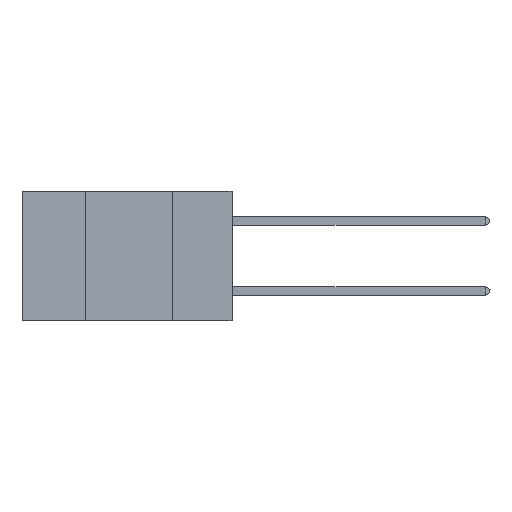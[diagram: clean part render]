
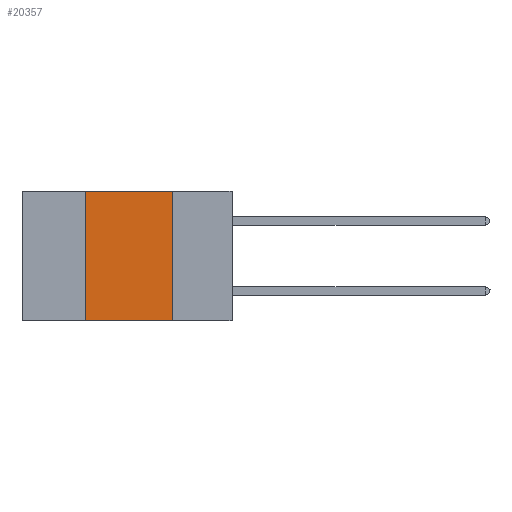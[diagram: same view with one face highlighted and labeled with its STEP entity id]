
A CAD part, left-side view. The second image highlights one B-rep face of the part: STEP entity #20357.
In plain terms, the highlighted planar face has unit normal (-1, 0, 0).
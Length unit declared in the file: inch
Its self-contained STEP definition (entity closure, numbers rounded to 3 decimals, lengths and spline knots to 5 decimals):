
#316 = LINE ( 'NONE', #23050, #26295 ) ;
#1267 = EDGE_CURVE ( 'NONE', #4194, #7754, #13443, .T. ) ;
#1959 = ORIENTED_EDGE ( 'NONE', *, *, #8573, .T. ) ;
#2185 = AXIS2_PLACEMENT_3D ( 'NONE', #7994, #26888, #16181 ) ;
#3790 = DIRECTION ( 'NONE',  ( 0., 0., -1. ) ) ;
#4194 = VERTEX_POINT ( 'NONE', #17207 ) ;
#4882 = FACE_OUTER_BOUND ( 'NONE', #12157, .T. ) ;
#5809 = VERTEX_POINT ( 'NONE', #21929 ) ;
#6174 = ORIENTED_EDGE ( 'NONE', *, *, #9115, .F. ) ;
#7096 = CARTESIAN_POINT ( 'NONE',  ( 0., 0.42, 0. ) ) ;
#7642 = DIRECTION ( 'NONE',  ( 0., -1., 0. ) ) ;
#7754 = VERTEX_POINT ( 'NONE', #8312 ) ;
#7994 = CARTESIAN_POINT ( 'NONE',  ( 0., 0.6, 0. ) ) ;
#8312 = CARTESIAN_POINT ( 'NONE',  ( 0., 0.17, 0. ) ) ;
#8573 = EDGE_CURVE ( 'NONE', #5809, #10973, #316, .T. ) ;
#9115 = EDGE_CURVE ( 'NONE', #7754, #10973, #16686, .T. ) ;
#9239 = DIRECTION ( 'NONE',  ( 0., 0., 1. ) ) ;
#9489 = EDGE_CURVE ( 'NONE', #5809, #4194, #14036, .T. ) ;
#10040 = ORIENTED_EDGE ( 'NONE', *, *, #1267, .F. ) ;
#10508 = CARTESIAN_POINT ( 'NONE',  ( 0., 0.17, -0.37 ) ) ;
#10973 = VERTEX_POINT ( 'NONE', #10508 ) ;
#12055 = CARTESIAN_POINT ( 'NONE',  ( 0., 0.17, 0. ) ) ;
#12157 = EDGE_LOOP ( 'NONE', ( #6174, #10040, #21346, #1959 ) ) ;
#13408 = VECTOR ( 'NONE', #3790, 39.37008 ) ;
#13443 = LINE ( 'NONE', #20152, #26640 ) ;
#14036 = LINE ( 'NONE', #7096, #16665 ) ;
#16181 = DIRECTION ( 'NONE',  ( 0., 0., -1. ) ) ;
#16665 = VECTOR ( 'NONE', #9239, 39.37008 ) ;
#16686 = LINE ( 'NONE', #12055, #13408 ) ;
#17207 = CARTESIAN_POINT ( 'NONE',  ( 0., 0.42, 0. ) ) ;
#18647 = DIRECTION ( 'NONE',  ( 0., -1., 0. ) ) ;
#20152 = CARTESIAN_POINT ( 'NONE',  ( 0., 0.6, 0. ) ) ;
#20357 = ADVANCED_FACE ( 'NONE', ( #4882 ), #26980, .F. ) ;
#21346 = ORIENTED_EDGE ( 'NONE', *, *, #9489, .F. ) ;
#21929 = CARTESIAN_POINT ( 'NONE',  ( 0., 0.42, -0.37 ) ) ;
#23050 = CARTESIAN_POINT ( 'NONE',  ( 0., 0.6, -0.37 ) ) ;
#26295 = VECTOR ( 'NONE', #18647, 39.37008 ) ;
#26640 = VECTOR ( 'NONE', #7642, 39.37008 ) ;
#26888 = DIRECTION ( 'NONE',  ( 1., 0., 0. ) ) ;
#26980 = PLANE ( 'NONE',  #2185 ) ;
